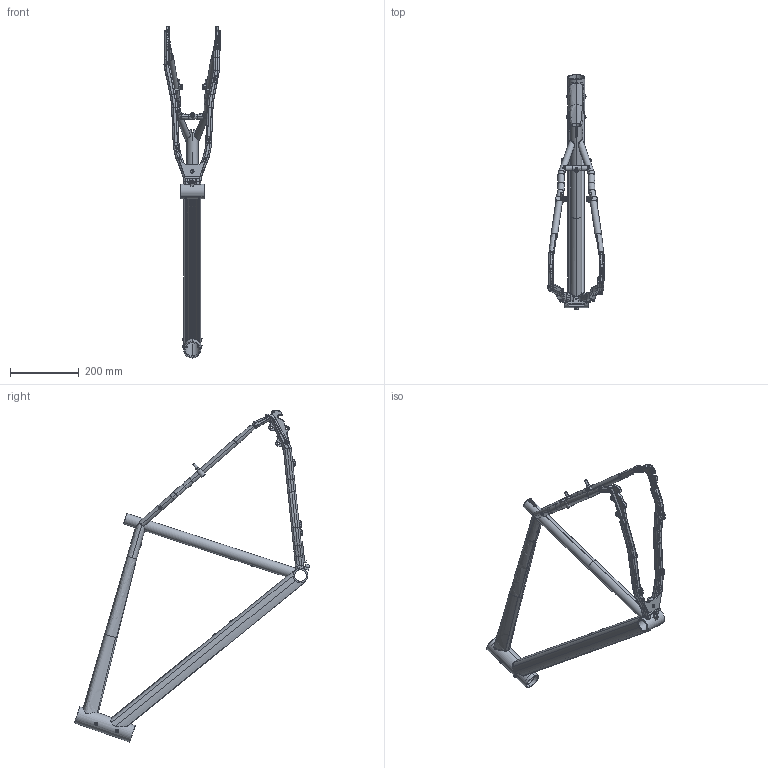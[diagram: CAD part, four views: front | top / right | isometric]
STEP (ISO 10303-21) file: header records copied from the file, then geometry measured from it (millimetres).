
FILE_DESCRIPTION(('STEP AP214'),'1');
FILE_NAME('TrekkingRahmen_Original_v2.stp','2025-10-22T09:29:44',(' '),(' '),'Spatial InterOp 3D',' ',' ');
FILE_SCHEMA(('AUTOMOTIVE_DESIGN { 1 0 10303 214 1 1 1 1 }'));
Length unit declared in the file: metre
Products named in the file (38): TrekkingRahmen_Original_v2; Component1; Component2; Component3; Component4; Component5; Component6; Component7; Component8; Component9; Component10; Component11; Component12; Component13; Component14; Component15; Component16; Component17; Component18; Component19; Component20; Component21; Component22; Component23; Component24; Component25; Component26; Component27; Component28; Component29; Component30; Component31; Component32; Component33; Component34; Component35; Component36; Component37
Assembly tree (37 placements, depth 2):
  TrekkingRahmen_Original_v2
    Component1
    Component2
    Component3
    Component4
    Component5
    Component6
    Component7
    Component8
    Component9
    Component10
    Component11
    Component12
    Component13
    Component14
    Component15
    Component16
    Component17
    Component18
    Component19
    Component20
    Component21
    Component22
    Component23
    Component24
    Component25
    Component26
    Component27
    Component28
    Component29
    Component30
    Component31
    Component32
    Component33
    Component34
    Component35
    Component36
    Component37
Bounding box: 162.93 x 683.63 x 963.96 mm (x, y, z)
Volume: 976170 mm3; surface area: 753325.9 mm2
Topology: 37 solids, 37 shells, 1786 faces, 4225 edges, 2474 vertices
Faces by surface type: cylinder 826, plane 262, torus 252, cone 224, bspline 222
Entity records: 85369 total; most frequent: CARTESIAN_POINT 44196, DIRECTION 8592, ORIENTED_EDGE 8402, EDGE_CURVE 4201, AXIS2_PLACEMENT_3D 3511, VERTEX_POINT 2474, EDGE_LOOP 1867, CIRCLE 1806
